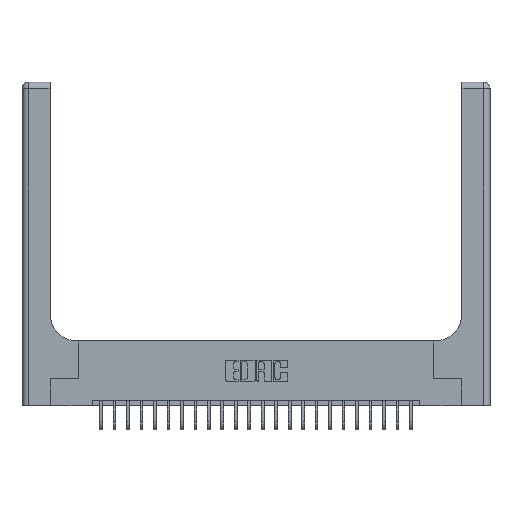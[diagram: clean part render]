
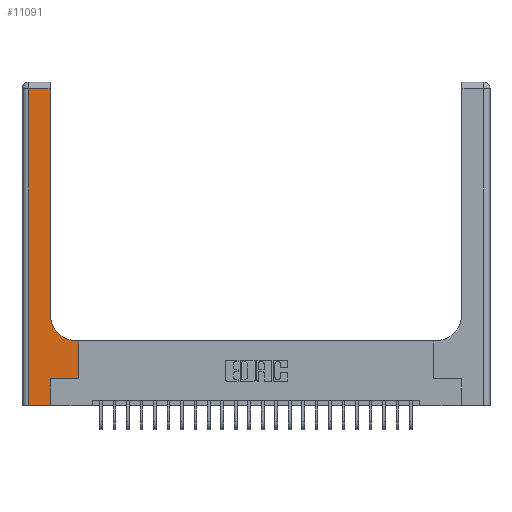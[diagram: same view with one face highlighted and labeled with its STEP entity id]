
A CAD part, top view. The second image highlights one B-rep face of the part: STEP entity #11091.
In plain terms, the highlighted planar face has unit normal (0, 0, 1).
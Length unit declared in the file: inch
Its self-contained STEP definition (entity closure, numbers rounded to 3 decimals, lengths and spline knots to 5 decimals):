
#76 = VERTEX_POINT ( 'NONE', #2293 ) ;
#91 = CARTESIAN_POINT ( 'NONE',  ( 0., 2.94, 0.37 ) ) ;
#111 = VERTEX_POINT ( 'NONE', #9962 ) ;
#539 = VECTOR ( 'NONE', #20078, 39.37008 ) ;
#1404 = VERTEX_POINT ( 'NONE', #20238 ) ;
#1508 = DIRECTION ( 'NONE',  ( 0., -1., 0. ) ) ;
#1840 = DIRECTION ( 'NONE',  ( 0., 0., -1. ) ) ;
#2218 = EDGE_LOOP ( 'NONE', ( #7974, #18347, #5511, #14449, #13650, #18486, #24316, #19076, #6364 ) ) ;
#2293 = CARTESIAN_POINT ( 'NONE',  ( 0.528, 0.25, 0.37 ) ) ;
#2407 = DIRECTION ( 'NONE',  ( -1., 0., 0. ) ) ;
#2648 = LINE ( 'NONE', #6520, #539 ) ;
#3147 = DIRECTION ( 'NONE',  ( 0., 1., 0. ) ) ;
#3901 = VECTOR ( 'NONE', #24137, 39.37008 ) ;
#4125 = CARTESIAN_POINT ( 'NONE',  ( 0., 0., 0.37 ) ) ;
#4468 = VERTEX_POINT ( 'NONE', #15880 ) ;
#4918 = VERTEX_POINT ( 'NONE', #21104 ) ;
#5511 = ORIENTED_EDGE ( 'NONE', *, *, #20288, .T. ) ;
#5616 = FACE_OUTER_BOUND ( 'NONE', #2218, .T. ) ;
#5718 = LINE ( 'NONE', #22512, #21509 ) ;
#6255 = CARTESIAN_POINT ( 'NONE',  ( 0., 3., 0.37 ) ) ;
#6364 = ORIENTED_EDGE ( 'NONE', *, *, #18095, .T. ) ;
#6520 = CARTESIAN_POINT ( 'NONE',  ( 0.265, 0., 0.37 ) ) ;
#6731 = EDGE_CURVE ( 'NONE', #18738, #76, #5718, .T. ) ;
#7088 = VERTEX_POINT ( 'NONE', #10438 ) ;
#7232 = DIRECTION ( 'NONE',  ( 1., 0., 0. ) ) ;
#7406 = CARTESIAN_POINT ( 'NONE',  ( 0.06, 3., 0.37 ) ) ;
#7974 = ORIENTED_EDGE ( 'NONE', *, *, #21360, .T. ) ;
#7983 = LINE ( 'NONE', #4125, #9807 ) ;
#8182 = DIRECTION ( 'NONE',  ( 1., 0., 0. ) ) ;
#8427 = VECTOR ( 'NONE', #2407, 39.37008 ) ;
#9645 = LINE ( 'NONE', #7406, #21483 ) ;
#9692 = VERTEX_POINT ( 'NONE', #17967 ) ;
#9807 = VECTOR ( 'NONE', #8182, 39.37008 ) ;
#9898 = PLANE ( 'NONE',  #10260 ) ;
#9962 = CARTESIAN_POINT ( 'NONE',  ( 0.265, 0., 0.37 ) ) ;
#10260 = AXIS2_PLACEMENT_3D ( 'NONE', #6255, #19827, #12040 ) ;
#10438 = CARTESIAN_POINT ( 'NONE',  ( 0.528, 0.6, 0.37 ) ) ;
#11091 = ADVANCED_FACE ( 'NONE', ( #5616 ), #9898, .F. ) ;
#11231 = EDGE_CURVE ( 'NONE', #111, #18738, #2648, .T. ) ;
#12040 = DIRECTION ( 'NONE',  ( -1., 0., 0. ) ) ;
#12718 = CARTESIAN_POINT ( 'NONE',  ( 0.26, 3., 0.37 ) ) ;
#12739 = EDGE_CURVE ( 'NONE', #4468, #111, #7983, .T. ) ;
#12932 = VECTOR ( 'NONE', #3147, 39.37008 ) ;
#13650 = ORIENTED_EDGE ( 'NONE', *, *, #11231, .T. ) ;
#13767 = CARTESIAN_POINT ( 'NONE',  ( 0.51, 0.85, 0.37 ) ) ;
#14449 = ORIENTED_EDGE ( 'NONE', *, *, #12739, .T. ) ;
#14801 = LINE ( 'NONE', #23989, #8427 ) ;
#15142 = VERTEX_POINT ( 'NONE', #23119 ) ;
#15880 = CARTESIAN_POINT ( 'NONE',  ( 0.06, 0., 0.37 ) ) ;
#16016 = EDGE_CURVE ( 'NONE', #76, #7088, #21795, .T. ) ;
#17327 = CARTESIAN_POINT ( 'NONE',  ( 0.265, 0.25, 0.37 ) ) ;
#17363 = EDGE_CURVE ( 'NONE', #4918, #1404, #17422, .T. ) ;
#17422 = LINE ( 'NONE', #91, #23433 ) ;
#17676 = CIRCLE ( 'NONE', #24195, 0.25 ) ;
#17967 = CARTESIAN_POINT ( 'NONE',  ( 0.26, 0.85, 0.37 ) ) ;
#18095 = EDGE_CURVE ( 'NONE', #15142, #9692, #17676, .T. ) ;
#18347 = ORIENTED_EDGE ( 'NONE', *, *, #17363, .T. ) ;
#18486 = ORIENTED_EDGE ( 'NONE', *, *, #6731, .T. ) ;
#18738 = VERTEX_POINT ( 'NONE', #17327 ) ;
#19076 = ORIENTED_EDGE ( 'NONE', *, *, #23976, .T. ) ;
#19292 = LINE ( 'NONE', #12718, #12932 ) ;
#19537 = CARTESIAN_POINT ( 'NONE',  ( 0.528, 0.25, 0.37 ) ) ;
#19827 = DIRECTION ( 'NONE',  ( 0., 0., -1. ) ) ;
#20078 = DIRECTION ( 'NONE',  ( 0., 1., 0. ) ) ;
#20238 = CARTESIAN_POINT ( 'NONE',  ( 0.06, 2.94, 0.37 ) ) ;
#20288 = EDGE_CURVE ( 'NONE', #1404, #4468, #9645, .T. ) ;
#21104 = CARTESIAN_POINT ( 'NONE',  ( 0.26, 2.94, 0.37 ) ) ;
#21360 = EDGE_CURVE ( 'NONE', #9692, #4918, #19292, .T. ) ;
#21483 = VECTOR ( 'NONE', #1508, 39.37008 ) ;
#21509 = VECTOR ( 'NONE', #7232, 39.37008 ) ;
#21795 = LINE ( 'NONE', #19537, #3901 ) ;
#22512 = CARTESIAN_POINT ( 'NONE',  ( 0.265, 0.25, 0.37 ) ) ;
#23038 = DIRECTION ( 'NONE',  ( -1., 0., 0. ) ) ;
#23119 = CARTESIAN_POINT ( 'NONE',  ( 0.51, 0.6, 0.37 ) ) ;
#23433 = VECTOR ( 'NONE', #23038, 39.37008 ) ;
#23976 = EDGE_CURVE ( 'NONE', #7088, #15142, #14801, .T. ) ;
#23989 = CARTESIAN_POINT ( 'NONE',  ( 0.26, 0.6, 0.37 ) ) ;
#24137 = DIRECTION ( 'NONE',  ( 0., 1., 0. ) ) ;
#24195 = AXIS2_PLACEMENT_3D ( 'NONE', #13767, #1840, #25032 ) ;
#24316 = ORIENTED_EDGE ( 'NONE', *, *, #16016, .T. ) ;
#25032 = DIRECTION ( 'NONE',  ( 1., 0., 0. ) ) ;
